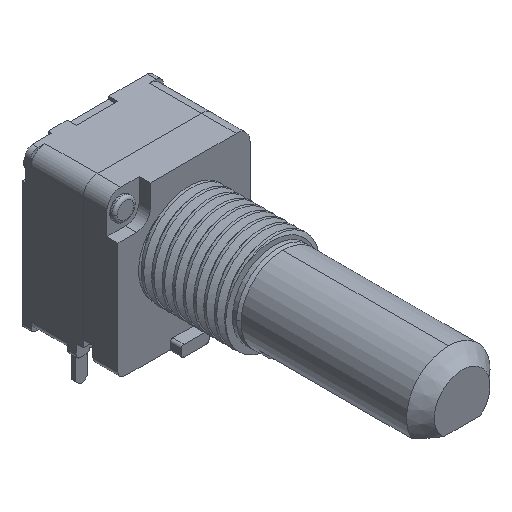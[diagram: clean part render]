
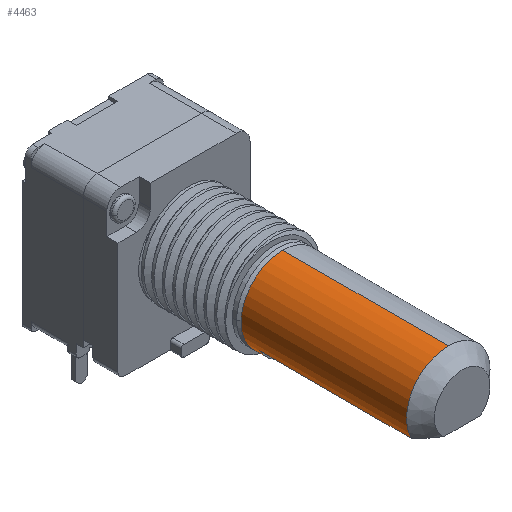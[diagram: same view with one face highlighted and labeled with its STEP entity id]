
A CAD part, isometric view. The second image highlights one B-rep face of the part: STEP entity #4463.
In plain terms, the highlighted cylindrical face has radius 3 mm (diameter 6 mm), a partial arc.
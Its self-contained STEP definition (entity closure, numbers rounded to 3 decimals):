
#107 = AXIS2_PLACEMENT_3D ( 'NONE', #10113, #10105, #10104 ) ;
#3400 = VERTEX_POINT ( 'NONE', #9720 ) ;
#3408 = VERTEX_POINT ( 'NONE', #9728 ) ;
#3433 = VERTEX_POINT ( 'NONE', #9753 ) ;
#3889 = ORIENTED_EDGE ( 'NONE', *, *, #5236, .F. ) ;
#3890 = ORIENTED_EDGE ( 'NONE', *, *, #5196, .F. ) ;
#3903 = ORIENTED_EDGE ( 'NONE', *, *, #5206, .T. ) ;
#3952 = ORIENTED_EDGE ( 'NONE', *, *, #5201, .T. ) ;
#4125 = ORIENTED_EDGE ( 'NONE', *, *, #5238, .F. ) ;
#4293 = ORIENTED_EDGE ( 'NONE', *, *, #5148, .T. ) ;
#4463 = ADVANCED_FACE ( 'NONE', ( #5469 ), #5470, .T. ) ;
#4556 = VECTOR ( 'NONE', #7131, 1000. ) ;
#4565 = LINE ( 'NONE', #7119, #4556 ) ;
#4625 = VECTOR ( 'NONE', #7268, 1000. ) ;
#4630 = LINE ( 'NONE', #7267, #4625 ) ;
#4639 = CIRCLE ( 'NONE', #6593, 3. ) ;
#4642 = LINE ( 'NONE', #7302, #4643 ) ;
#4643 = VECTOR ( 'NONE', #7303, 1000. ) ;
#4674 = CIRCLE ( 'NONE', #6600, 3. ) ;
#4677 = CIRCLE ( 'NONE', #6601, 3. ) ;
#5148 = EDGE_CURVE ( 'NONE', #3408, #3433, #4565, .T. ) ;
#5196 = EDGE_CURVE ( 'NONE', #9470, #3400, #4630, .T. ) ;
#5201 = EDGE_CURVE ( 'NONE', #3433, #9467, #4639, .T. ) ;
#5206 = EDGE_CURVE ( 'NONE', #9467, #9476, #4642, .T. ) ;
#5236 = EDGE_CURVE ( 'NONE', #3408, #9470, #4674, .T. ) ;
#5238 = EDGE_CURVE ( 'NONE', #3400, #9476, #4677, .T. ) ;
#5469 = FACE_OUTER_BOUND ( 'NONE', #9030, .T. ) ;
#5470 = CYLINDRICAL_SURFACE ( 'NONE', #107, 3. ) ;
#6593 = AXIS2_PLACEMENT_3D ( 'NONE', #7287, #7289, #7290 ) ;
#6600 = AXIS2_PLACEMENT_3D ( 'NONE', #7469, #7482, #7483 ) ;
#6601 = AXIS2_PLACEMENT_3D ( 'NONE', #7481, #7488, #7489 ) ;
#7119 = CARTESIAN_POINT ( 'NONE',  ( -2.598, -1.5, 10.5 ) ) ;
#7131 = DIRECTION ( 'NONE',  ( 0., 0., 1. ) ) ;
#7267 = CARTESIAN_POINT ( 'NONE',  ( 0., -3., -0.146 ) ) ;
#7268 = DIRECTION ( 'NONE',  ( 0., 0., -1. ) ) ;
#7287 = CARTESIAN_POINT ( 'NONE',  ( 0., 0., 21.5 ) ) ;
#7289 = DIRECTION ( 'NONE',  ( 0., 0., -1. ) ) ;
#7290 = DIRECTION ( 'NONE',  ( 0., -1., 0. ) ) ;
#7302 = CARTESIAN_POINT ( 'NONE',  ( 0., 3., -0.146 ) ) ;
#7303 = DIRECTION ( 'NONE',  ( 0., 0., -1. ) ) ;
#7469 = CARTESIAN_POINT ( 'NONE',  ( 0., 0., 10.5 ) ) ;
#7481 = CARTESIAN_POINT ( 'NONE',  ( 0., 0., 9.6 ) ) ;
#7482 = DIRECTION ( 'NONE',  ( 0., 0., 1. ) ) ;
#7483 = DIRECTION ( 'NONE',  ( 0., 1., 0. ) ) ;
#7488 = DIRECTION ( 'NONE',  ( 0., 0., -1. ) ) ;
#7489 = DIRECTION ( 'NONE',  ( 0., -1., 0. ) ) ;
#9030 = EDGE_LOOP ( 'NONE', ( #3952, #3903, #4125, #3890, #3889, #4293 ) ) ;
#9467 = VERTEX_POINT ( 'NONE', #10838 ) ;
#9470 = VERTEX_POINT ( 'NONE', #10841 ) ;
#9476 = VERTEX_POINT ( 'NONE', #10847 ) ;
#9720 = CARTESIAN_POINT ( 'NONE',  ( 0., -3., 9.6 ) ) ;
#9728 = CARTESIAN_POINT ( 'NONE',  ( -2.598, -1.5, 10.5 ) ) ;
#9753 = CARTESIAN_POINT ( 'NONE',  ( -2.598, -1.5, 21.5 ) ) ;
#10104 = DIRECTION ( 'NONE',  ( 0., -1., 0. ) ) ;
#10105 = DIRECTION ( 'NONE',  ( 0., 0., -1. ) ) ;
#10113 = CARTESIAN_POINT ( 'NONE',  ( 0., 0., -0.146 ) ) ;
#10838 = CARTESIAN_POINT ( 'NONE',  ( 0., 3., 21.5 ) ) ;
#10841 = CARTESIAN_POINT ( 'NONE',  ( 0., -3., 10.5 ) ) ;
#10847 = CARTESIAN_POINT ( 'NONE',  ( 0., 3., 9.6 ) ) ;
